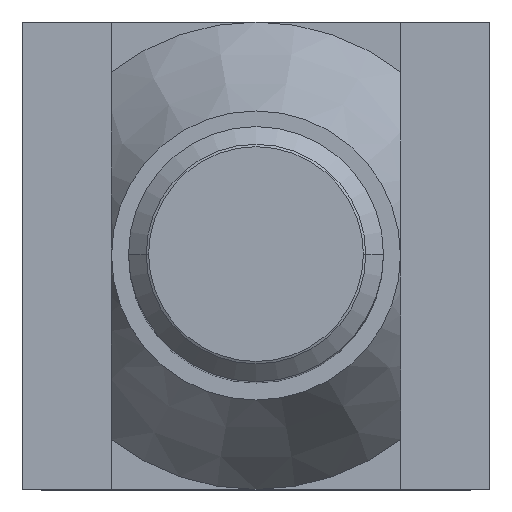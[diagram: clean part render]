
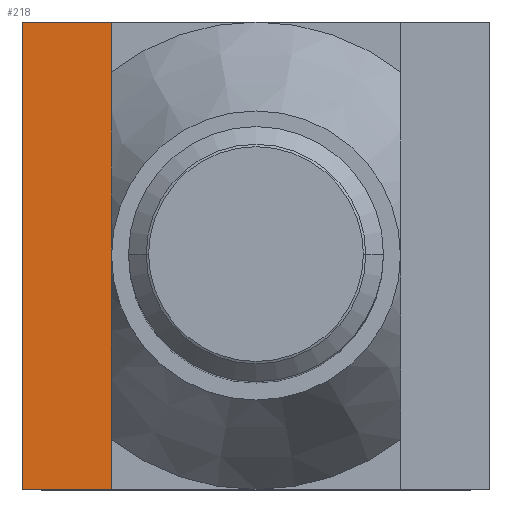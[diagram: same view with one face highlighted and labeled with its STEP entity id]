
A CAD part, top view. The second image highlights one B-rep face of the part: STEP entity #218.
In plain terms, the highlighted planar face has unit normal (0, 0, 1).
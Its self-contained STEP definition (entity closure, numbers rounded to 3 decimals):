
#154=VERTEX_POINT('',#410);
#162=VERTEX_POINT('',#418);
#168=VERTEX_POINT('',#424);
#214=EDGE_CURVE('',#162,#154,#472,.T.);
#218=ADVANCED_FACE('',(#476),#477,.T.);
#238=EDGE_CURVE('',#254,#162,#498,.T.);
#254=VERTEX_POINT('',#518);
#276=EDGE_CURVE('',#254,#168,#544,.T.);
#278=EDGE_CURVE('',#154,#168,#546,.T.);
#410=CARTESIAN_POINT('',(-11.0,-11.0,0.0));
#418=CARTESIAN_POINT('',(-11.0,11.0,0.0));
#424=CARTESIAN_POINT('',(-6.8,-11.0,0.0));
#472=LINE('',#779,#780);
#476=FACE_OUTER_BOUND('',#786,.T.);
#477=PLANE('',#787);
#498=LINE('',#815,#816);
#518=CARTESIAN_POINT('',(-6.8,11.0,0.0));
#544=LINE('',#878,#879);
#546=LINE('',#882,#883);
#779=CARTESIAN_POINT('',(-11.0,0.,0.0));
#780=VECTOR('',#1114,1.0);
#786=EDGE_LOOP('',(#1117,#1118,#1119,#1120));
#787=AXIS2_PLACEMENT_3D('',#1121,#1122,#1123);
#815=CARTESIAN_POINT('',(-6.8,11.0,0.0));
#816=VECTOR('',#1147,1.0);
#878=CARTESIAN_POINT('',(-6.8,0.,0.0));
#879=VECTOR('',#1224,1.0);
#882=CARTESIAN_POINT('',(-6.8,-11.0,0.0));
#883=VECTOR('',#1225,1.0);
#1114=DIRECTION('',(0.0,-1.0,0.));
#1117=ORIENTED_EDGE('',*,*,#278,.T.);
#1118=ORIENTED_EDGE('',*,*,#276,.F.);
#1119=ORIENTED_EDGE('',*,*,#238,.T.);
#1120=ORIENTED_EDGE('',*,*,#214,.T.);
#1121=CARTESIAN_POINT('',(-11.0,0.,0.0));
#1122=DIRECTION('',(0.0,0.,1.0));
#1123=DIRECTION('',(0.0,-1.0,0.));
#1147=DIRECTION('',(-1.0,0.0,0.0));
#1224=DIRECTION('',(0.0,-1.0,0.));
#1225=DIRECTION('',(1.0,0.0,0.0));
